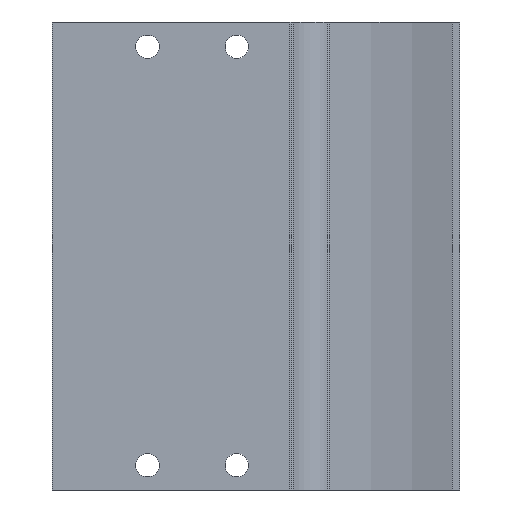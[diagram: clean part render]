
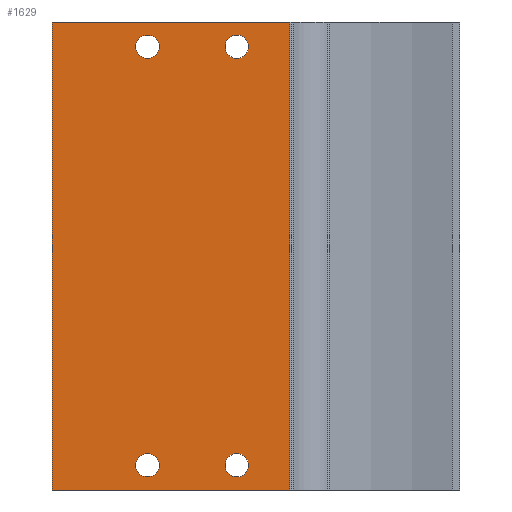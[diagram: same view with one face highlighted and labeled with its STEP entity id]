
A CAD part, left-side view. The second image highlights one B-rep face of the part: STEP entity #1629.
In plain terms, the highlighted planar face has unit normal (-1, 0, 0).
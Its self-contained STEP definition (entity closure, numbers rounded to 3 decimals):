
#101=LINE('',#2808,#167);
#102=LINE('',#2818,#168);
#103=LINE('',#2820,#169);
#104=LINE('',#2822,#170);
#167=VECTOR('',#2126,1000.);
#168=VECTOR('',#2137,1000.);
#169=VECTOR('',#2138,1000.);
#170=VECTOR('',#2139,1000.);
#204=PLANE('',#1792);
#339=ORIENTED_EDGE('',*,*,#707,.T.);
#340=ORIENTED_EDGE('',*,*,#708,.T.);
#341=ORIENTED_EDGE('',*,*,#709,.T.);
#342=ORIENTED_EDGE('',*,*,#710,.T.);
#343=ORIENTED_EDGE('',*,*,#711,.T.);
#344=ORIENTED_EDGE('',*,*,#706,.F.);
#345=ORIENTED_EDGE('',*,*,#712,.F.);
#346=ORIENTED_EDGE('',*,*,#713,.T.);
#706=EDGE_CURVE('',#878,#877,#101,.T.);
#707=EDGE_CURVE('',#879,#879,#1013,.T.);
#708=EDGE_CURVE('',#880,#880,#1014,.T.);
#709=EDGE_CURVE('',#881,#881,#1015,.T.);
#710=EDGE_CURVE('',#882,#882,#1016,.T.);
#711=EDGE_CURVE('',#883,#877,#102,.T.);
#712=EDGE_CURVE('',#884,#878,#103,.T.);
#713=EDGE_CURVE('',#884,#883,#104,.T.);
#877=VERTEX_POINT('',#2805);
#878=VERTEX_POINT('',#2807);
#879=VERTEX_POINT('',#2811);
#880=VERTEX_POINT('',#2813);
#881=VERTEX_POINT('',#2815);
#882=VERTEX_POINT('',#2817);
#883=VERTEX_POINT('',#2819);
#884=VERTEX_POINT('',#2821);
#1013=CIRCLE('',#1793,1.65);
#1014=CIRCLE('',#1794,1.65);
#1015=CIRCLE('',#1795,1.65);
#1016=CIRCLE('',#1796,1.65);
#1132=EDGE_LOOP('',(#339));
#1133=EDGE_LOOP('',(#340));
#1134=EDGE_LOOP('',(#341));
#1135=EDGE_LOOP('',(#342));
#1136=EDGE_LOOP('',(#343,#344,#345,#346));
#1358=FACE_BOUND('',#1132,.T.);
#1359=FACE_BOUND('',#1133,.T.);
#1360=FACE_BOUND('',#1134,.T.);
#1361=FACE_BOUND('',#1135,.T.);
#1362=FACE_BOUND('',#1136,.T.);
#1629=ADVANCED_FACE('',(#1358,#1359,#1360,#1361,#1362),#204,.F.);
#1792=AXIS2_PLACEMENT_3D('',#2809,#2127,#2128);
#1793=AXIS2_PLACEMENT_3D('',#2810,#2129,#2130);
#1794=AXIS2_PLACEMENT_3D('',#2812,#2131,#2132);
#1795=AXIS2_PLACEMENT_3D('',#2814,#2133,#2134);
#1796=AXIS2_PLACEMENT_3D('',#2816,#2135,#2136);
#2126=DIRECTION('',(0.,0.,-1.));
#2127=DIRECTION('',(1.,0.,0.));
#2128=DIRECTION('',(0.,0.,-1.));
#2129=DIRECTION('',(1.,0.,0.));
#2130=DIRECTION('',(0.,0.,-1.));
#2131=DIRECTION('',(1.,0.,0.));
#2132=DIRECTION('',(0.,0.,-1.));
#2133=DIRECTION('',(1.,0.,0.));
#2134=DIRECTION('',(0.,0.,-1.));
#2135=DIRECTION('',(1.,0.,0.));
#2136=DIRECTION('',(0.,0.,-1.));
#2137=DIRECTION('',(0.,-1.,0.));
#2138=DIRECTION('',(0.,-1.,0.));
#2139=DIRECTION('',(0.,0.,-1.));
#2805=CARTESIAN_POINT('',(0.,23.907,-33.));
#2807=CARTESIAN_POINT('',(0.,23.907,33.));
#2808=CARTESIAN_POINT('',(0.,23.907,33.));
#2809=CARTESIAN_POINT('',(0.,57.4,33.));
#2810=CARTESIAN_POINT('',(0.,44.,29.5));
#2811=CARTESIAN_POINT('',(0.,44.,27.85));
#2812=CARTESIAN_POINT('',(0.,31.4,29.5));
#2813=CARTESIAN_POINT('',(0.,31.4,27.85));
#2814=CARTESIAN_POINT('',(0.,44.,-29.5));
#2815=CARTESIAN_POINT('',(0.,44.,-31.15));
#2816=CARTESIAN_POINT('',(0.,31.4,-29.5));
#2817=CARTESIAN_POINT('',(0.,31.4,-31.15));
#2818=CARTESIAN_POINT('',(0.,57.4,-33.));
#2819=CARTESIAN_POINT('',(0.,57.4,-33.));
#2820=CARTESIAN_POINT('',(0.,57.4,33.));
#2821=CARTESIAN_POINT('',(0.,57.4,33.));
#2822=CARTESIAN_POINT('',(0.,57.4,33.));
